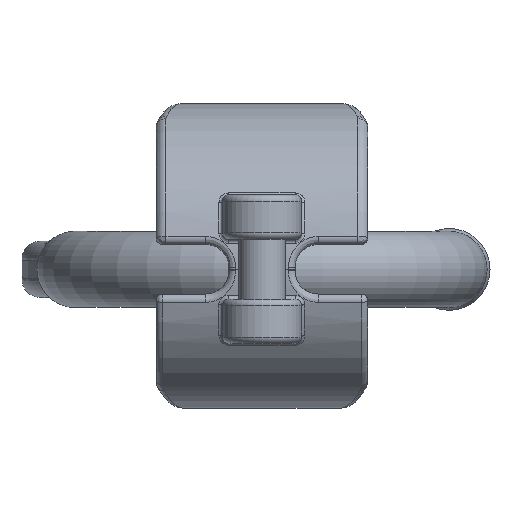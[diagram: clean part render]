
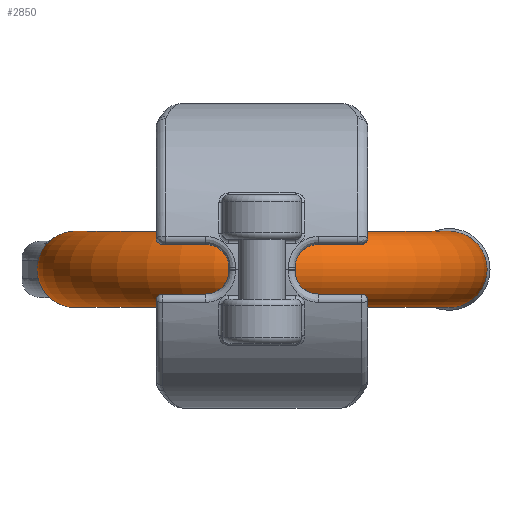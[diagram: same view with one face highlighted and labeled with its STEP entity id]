
A CAD part, front view. The second image highlights one B-rep face of the part: STEP entity #2850.
In plain terms, the highlighted toroidal (fillet/blend) face has major radius 56.5 mm and minor radius 11.5 mm.
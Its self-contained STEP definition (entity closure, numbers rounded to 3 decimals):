
#253=TOROIDAL_SURFACE('',#8572,56.5,11.5);
#2850=ADVANCED_FACE('',(#3004,#3005),#253,.T.);
#3004=FACE_BOUND('',#3493,.T.);
#3005=FACE_BOUND('',#3494,.T.);
#3493=EDGE_LOOP('',(#5751));
#3494=EDGE_LOOP('',(#5752));
#5751=ORIENTED_EDGE('',*,*,#7672,.F.);
#5752=ORIENTED_EDGE('',*,*,#7671,.T.);
#6532=VERTEX_POINT('',#17212);
#6533=VERTEX_POINT('',#17215);
#7671=EDGE_CURVE('',#6532,#6532,#7936,.T.);
#7672=EDGE_CURVE('',#6533,#6533,#7937,.T.);
#7936=CIRCLE('',#8563,11.5);
#7937=CIRCLE('',#8565,11.5);
#8563=AXIS2_PLACEMENT_3D('',#17211,#10327,#10328);
#8565=AXIS2_PLACEMENT_3D('',#17214,#10331,#10332);
#8572=AXIS2_PLACEMENT_3D('',#17225,#10345,#10346);
#10327=DIRECTION('',(0.,-1.,0.));
#10328=DIRECTION('',(1.,0.,0.));
#10331=DIRECTION('',(0.,1.,0.));
#10332=DIRECTION('',(-1.,0.,0.));
#10345=DIRECTION('',(0.,0.,-1.));
#10346=DIRECTION('',(-1.,0.,0.));
#17211=CARTESIAN_POINT('',(-56.5,-35.,0.));
#17212=CARTESIAN_POINT('',(-45.,-35.,0.));
#17214=CARTESIAN_POINT('',(56.5,-35.,0.));
#17215=CARTESIAN_POINT('',(45.,-35.,0.));
#17225=CARTESIAN_POINT('',(0.,-35.,0.));
